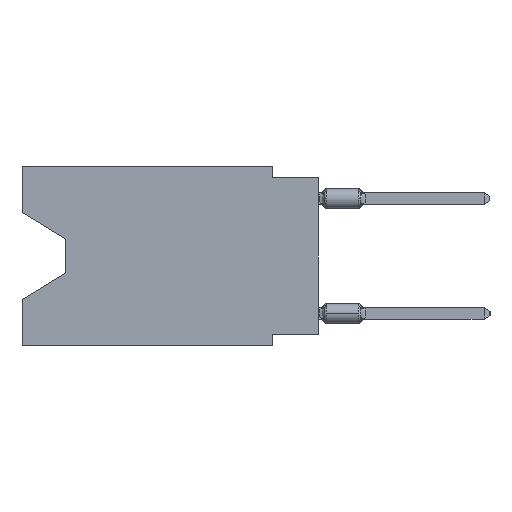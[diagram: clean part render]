
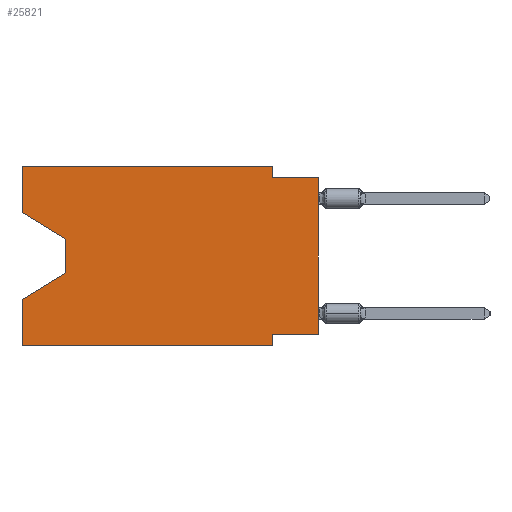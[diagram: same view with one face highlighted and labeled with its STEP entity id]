
A CAD part, left-side view. The second image highlights one B-rep face of the part: STEP entity #25821.
In plain terms, the highlighted planar face has unit normal (-1, 0, 0).
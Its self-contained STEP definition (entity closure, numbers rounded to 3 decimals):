
#234 = DIRECTION ( 'NONE',  ( 0., 0., -1. ) ) ;
#500 = VERTEX_POINT ( 'NONE', #5768 ) ;
#775 = ORIENTED_EDGE ( 'NONE', *, *, #29486, .F. ) ;
#1024 = CARTESIAN_POINT ( 'NONE',  ( 0., 0., 0. ) ) ;
#1241 = EDGE_CURVE ( 'NONE', #26954, #9850, #31138, .T. ) ;
#1461 = VECTOR ( 'NONE', #24961, 1000. ) ;
#1640 = VERTEX_POINT ( 'NONE', #15305 ) ;
#2021 = VERTEX_POINT ( 'NONE', #15029 ) ;
#2341 = EDGE_CURVE ( 'NONE', #23061, #17925, #13233, .T. ) ;
#2778 = DIRECTION ( 'NONE',  ( 0., -1., 0. ) ) ;
#2913 = LINE ( 'NONE', #13523, #28956 ) ;
#3551 = CARTESIAN_POINT ( 'NONE',  ( 0., 0., -9.271 ) ) ;
#4963 = VECTOR ( 'NONE', #6447, 1000. ) ;
#5418 = VECTOR ( 'NONE', #2778, 1000. ) ;
#5768 = CARTESIAN_POINT ( 'NONE',  ( 0., 2.54, 0. ) ) ;
#5901 = EDGE_CURVE ( 'NONE', #20324, #17925, #42391, .T. ) ;
#6107 = LINE ( 'NONE', #33112, #5418 ) ;
#6447 = DIRECTION ( 'NONE',  ( 0., -1., 0. ) ) ;
#6873 = EDGE_CURVE ( 'NONE', #2021, #24329, #42096, .T. ) ;
#7485 = EDGE_CURVE ( 'NONE', #1640, #23061, #20278, .T. ) ;
#7635 = ORIENTED_EDGE ( 'NONE', *, *, #35054, .T. ) ;
#7681 = VERTEX_POINT ( 'NONE', #28447 ) ;
#7739 = VECTOR ( 'NONE', #34396, 1000. ) ;
#9604 = EDGE_CURVE ( 'NONE', #26954, #16501, #20397, .T. ) ;
#9850 = VERTEX_POINT ( 'NONE', #19257 ) ;
#9887 = LINE ( 'NONE', #41780, #12238 ) ;
#11079 = ORIENTED_EDGE ( 'NONE', *, *, #2341, .T. ) ;
#11286 = CARTESIAN_POINT ( 'NONE',  ( 0., 16.383, 0. ) ) ;
#12221 = ORIENTED_EDGE ( 'NONE', *, *, #20225, .T. ) ;
#12238 = VECTOR ( 'NONE', #17852, 1000. ) ;
#12754 = ORIENTED_EDGE ( 'NONE', *, *, #31576, .F. ) ;
#13233 = LINE ( 'NONE', #24062, #32903 ) ;
#13523 = CARTESIAN_POINT ( 'NONE',  ( 0., 2.54, 0. ) ) ;
#13743 = LINE ( 'NONE', #16631, #4963 ) ;
#14506 = CARTESIAN_POINT ( 'NONE',  ( 0., 13.97, -4.013 ) ) ;
#14516 = CARTESIAN_POINT ( 'NONE',  ( 0., 16.383, -7.36 ) ) ;
#15029 = CARTESIAN_POINT ( 'NONE',  ( 0., 16.383, -2.546 ) ) ;
#15305 = CARTESIAN_POINT ( 'NONE',  ( 0., 13.97, -4.013 ) ) ;
#16501 = VERTEX_POINT ( 'NONE', #25770 ) ;
#16631 = CARTESIAN_POINT ( 'NONE',  ( 0., 0., -0.635 ) ) ;
#17399 = DIRECTION ( 'NONE',  ( 0., 0., -1. ) ) ;
#17852 = DIRECTION ( 'NONE',  ( 0., -0.855, -0.519 ) ) ;
#17924 = ORIENTED_EDGE ( 'NONE', *, *, #31634, .F. ) ;
#17925 = VERTEX_POINT ( 'NONE', #14516 ) ;
#17927 = DIRECTION ( 'NONE',  ( 1., 0., 0. ) ) ;
#19257 = CARTESIAN_POINT ( 'NONE',  ( 0., 0., -0.635 ) ) ;
#20037 = ORIENTED_EDGE ( 'NONE', *, *, #6873, .F. ) ;
#20225 = EDGE_CURVE ( 'NONE', #2021, #1640, #9887, .T. ) ;
#20278 = LINE ( 'NONE', #14506, #24355 ) ;
#20324 = VERTEX_POINT ( 'NONE', #21591 ) ;
#20397 = LINE ( 'NONE', #30366, #33694 ) ;
#21267 = CARTESIAN_POINT ( 'NONE',  ( 0., 13.97, -5.893 ) ) ;
#21448 = PLANE ( 'NONE',  #42144 ) ;
#21591 = CARTESIAN_POINT ( 'NONE',  ( 0., 16.383, -9.906 ) ) ;
#22098 = ORIENTED_EDGE ( 'NONE', *, *, #26640, .F. ) ;
#23061 = VERTEX_POINT ( 'NONE', #21267 ) ;
#23405 = DIRECTION ( 'NONE',  ( 0., 0.855, -0.519 ) ) ;
#23735 = VECTOR ( 'NONE', #31584, 1000. ) ;
#24062 = CARTESIAN_POINT ( 'NONE',  ( 0., 13.97, -5.893 ) ) ;
#24329 = VERTEX_POINT ( 'NONE', #39014 ) ;
#24355 = VECTOR ( 'NONE', #17399, 1000. ) ;
#24961 = DIRECTION ( 'NONE',  ( 0., -1., 0. ) ) ;
#25770 = CARTESIAN_POINT ( 'NONE',  ( 0., 2.54, -9.271 ) ) ;
#25821 = ADVANCED_FACE ( 'NONE', ( #28314 ), #21448, .F. ) ;
#26234 = ORIENTED_EDGE ( 'NONE', *, *, #9604, .F. ) ;
#26475 = ORIENTED_EDGE ( 'NONE', *, *, #7485, .T. ) ;
#26640 = EDGE_CURVE ( 'NONE', #24329, #500, #6107, .T. ) ;
#26954 = VERTEX_POINT ( 'NONE', #3551 ) ;
#27333 = ORIENTED_EDGE ( 'NONE', *, *, #1241, .T. ) ;
#28279 = LINE ( 'NONE', #41823, #1461 ) ;
#28314 = FACE_OUTER_BOUND ( 'NONE', #31753, .T. ) ;
#28447 = CARTESIAN_POINT ( 'NONE',  ( 0., 2.54, -9.906 ) ) ;
#28908 = VECTOR ( 'NONE', #36091, 1000. ) ;
#28956 = VECTOR ( 'NONE', #234, 1000. ) ;
#29486 = EDGE_CURVE ( 'NONE', #16501, #7681, #38166, .T. ) ;
#30366 = CARTESIAN_POINT ( 'NONE',  ( 0., 0., -9.271 ) ) ;
#30619 = CARTESIAN_POINT ( 'NONE',  ( 0., 2.54, -9.906 ) ) ;
#31138 = LINE ( 'NONE', #1024, #23735 ) ;
#31576 = EDGE_CURVE ( 'NONE', #500, #43498, #2913, .T. ) ;
#31584 = DIRECTION ( 'NONE',  ( 0., 0., 1. ) ) ;
#31634 = EDGE_CURVE ( 'NONE', #43498, #9850, #13743, .T. ) ;
#31753 = EDGE_LOOP ( 'NONE', ( #12221, #26475, #11079, #36012, #7635, #775, #26234, #27333, #17924, #12754, #22098, #20037 ) ) ;
#31878 = CARTESIAN_POINT ( 'NONE',  ( 0., 16.383, 0. ) ) ;
#32903 = VECTOR ( 'NONE', #23405, 1000. ) ;
#33112 = CARTESIAN_POINT ( 'NONE',  ( 0., 16.383, 0. ) ) ;
#33180 = CARTESIAN_POINT ( 'NONE',  ( 0., 2.54, -0.635 ) ) ;
#33694 = VECTOR ( 'NONE', #33915, 1000. ) ;
#33915 = DIRECTION ( 'NONE',  ( 0., 1., 0. ) ) ;
#34396 = DIRECTION ( 'NONE',  ( 0., 0., -1. ) ) ;
#34981 = DIRECTION ( 'NONE',  ( 0., 0., -1. ) ) ;
#35054 = EDGE_CURVE ( 'NONE', #20324, #7681, #28279, .T. ) ;
#36012 = ORIENTED_EDGE ( 'NONE', *, *, #5901, .F. ) ;
#36091 = DIRECTION ( 'NONE',  ( 0., 0., 1. ) ) ;
#36387 = CARTESIAN_POINT ( 'NONE',  ( 0., 16.383, 0. ) ) ;
#37068 = VECTOR ( 'NONE', #39066, 1000. ) ;
#38166 = LINE ( 'NONE', #30619, #7739 ) ;
#39014 = CARTESIAN_POINT ( 'NONE',  ( 0., 16.383, 0. ) ) ;
#39066 = DIRECTION ( 'NONE',  ( 0., 0., 1. ) ) ;
#41780 = CARTESIAN_POINT ( 'NONE',  ( 0., 16.383, -2.546 ) ) ;
#41823 = CARTESIAN_POINT ( 'NONE',  ( 0., 16.383, -9.906 ) ) ;
#42096 = LINE ( 'NONE', #31878, #28908 ) ;
#42144 = AXIS2_PLACEMENT_3D ( 'NONE', #11286, #17927, #34981 ) ;
#42391 = LINE ( 'NONE', #36387, #37068 ) ;
#43498 = VERTEX_POINT ( 'NONE', #33180 ) ;
